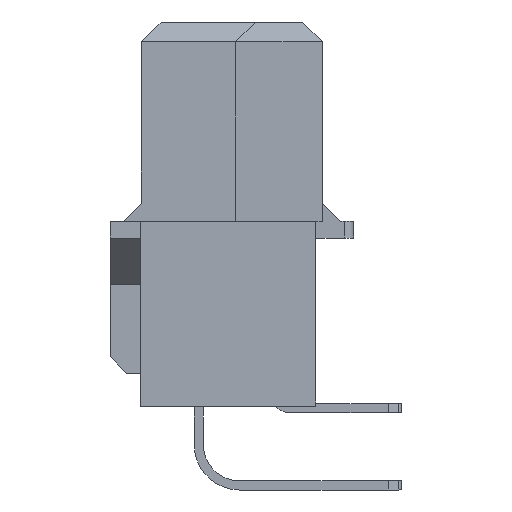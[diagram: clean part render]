
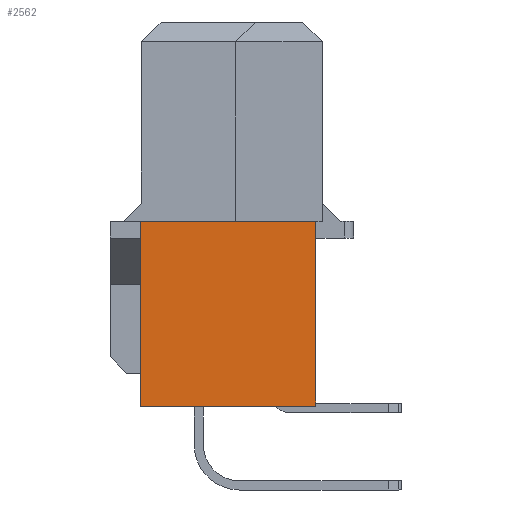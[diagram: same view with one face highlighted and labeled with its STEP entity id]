
A CAD part, left-side view. The second image highlights one B-rep face of the part: STEP entity #2562.
In plain terms, the highlighted planar face has unit normal (-1, 0, 0).
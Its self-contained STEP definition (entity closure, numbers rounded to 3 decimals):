
#2562=ADVANCED_FACE('',(#3631),#3147,.F.);
#3147=PLANE('',#13619);
#3631=FACE_OUTER_BOUND('',#4284,.T.);
#4284=EDGE_LOOP('',(#5336,#5337,#5338,#5339));
#5336=ORIENTED_EDGE('',*,*,#9375,.T.);
#5337=ORIENTED_EDGE('',*,*,#9305,.F.);
#5338=ORIENTED_EDGE('',*,*,#9371,.T.);
#5339=ORIENTED_EDGE('',*,*,#9376,.T.);
#8267=VERTEX_POINT('',#17976);
#8268=VERTEX_POINT('',#17978);
#8302=VERTEX_POINT('',#18106);
#8305=VERTEX_POINT('',#18115);
#9305=EDGE_CURVE('',#8267,#8268,#10852,.T.);
#9371=EDGE_CURVE('',#8267,#8302,#10913,.T.);
#9375=EDGE_CURVE('',#8305,#8268,#10917,.T.);
#9376=EDGE_CURVE('',#8302,#8305,#10918,.T.);
#10852=LINE('',#17977,#12201);
#10913=LINE('',#18107,#12262);
#10917=LINE('',#18114,#12266);
#10918=LINE('',#18116,#12267);
#12201=VECTOR('',#14727,1.);
#12262=VECTOR('',#14856,1.);
#12266=VECTOR('',#14862,1.);
#12267=VECTOR('',#14863,1.);
#13619=AXIS2_PLACEMENT_3D('',#18117,#14864,#14865);
#14727=DIRECTION('',(0.,0.,-1.));
#14856=DIRECTION('',(0.,1.,0.));
#14862=DIRECTION('',(0.,-1.,0.));
#14863=DIRECTION('',(0.,0.,-1.));
#14864=DIRECTION('',(1.,0.,0.));
#14865=DIRECTION('',(0.,0.,-1.));
#17976=CARTESIAN_POINT('',(27.473,-2.76,-1.431));
#17977=CARTESIAN_POINT('',(27.473,-2.76,-7.561));
#17978=CARTESIAN_POINT('',(27.473,-2.76,-7.501));
#18106=CARTESIAN_POINT('',(27.473,3.,-1.431));
#18107=CARTESIAN_POINT('',(27.473,-4.,-1.431));
#18114=CARTESIAN_POINT('',(27.473,-2.76,-7.501));
#18115=CARTESIAN_POINT('',(27.473,3.,-7.501));
#18116=CARTESIAN_POINT('',(27.473,3.,-7.561));
#18117=CARTESIAN_POINT('',(27.473,-4.,-1.981));
